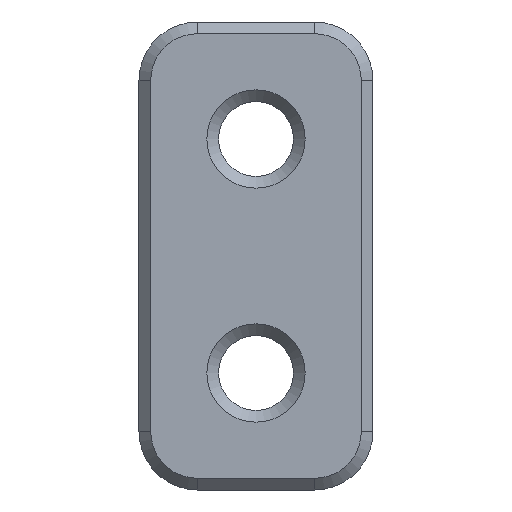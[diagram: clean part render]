
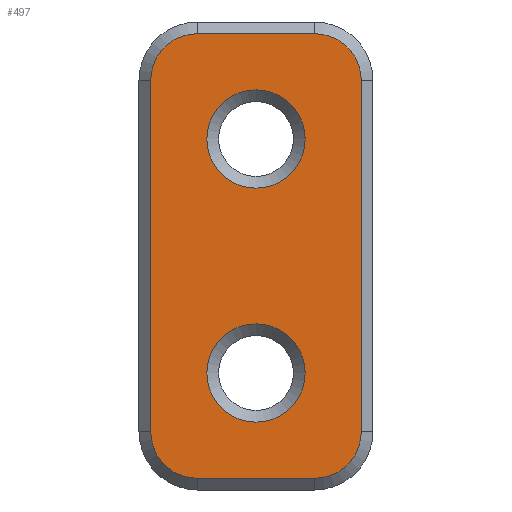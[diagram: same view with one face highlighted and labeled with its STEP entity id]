
A CAD part, left-side view. The second image highlights one B-rep face of the part: STEP entity #497.
In plain terms, the highlighted planar face has unit normal (-1, 0, 0).
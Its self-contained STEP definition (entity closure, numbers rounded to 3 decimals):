
#15=FACE_BOUND('',#84,.T.);
#16=FACE_BOUND('',#85,.T.);
#31=PLANE('',#553);
#51=FACE_OUTER_BOUND('',#83,.T.);
#83=EDGE_LOOP('',(#381,#382,#383,#384,#385,#386,#387,#388));
#84=EDGE_LOOP('',(#389));
#85=EDGE_LOOP('',(#390));
#108=CIRCLE('',#533,2.);
#110=CIRCLE('',#537,2.);
#112=CIRCLE('',#541,2.);
#114=CIRCLE('',#545,2.);
#117=CIRCLE('',#554,2.1);
#118=CIRCLE('',#555,2.1);
#135=LINE('',#762,#181);
#139=LINE('',#774,#185);
#143=LINE('',#786,#189);
#145=LINE('',#794,#191);
#181=VECTOR('',#601,10.);
#185=VECTOR('',#613,10.);
#189=VECTOR('',#625,10.);
#191=VECTOR('',#635,10.);
#223=VERTEX_POINT('',#749);
#226=VERTEX_POINT('',#754);
#227=VERTEX_POINT('',#758);
#229=VERTEX_POINT('',#764);
#231=VERTEX_POINT('',#770);
#233=VERTEX_POINT('',#776);
#235=VERTEX_POINT('',#782);
#237=VERTEX_POINT('',#788);
#244=VERTEX_POINT('',#815);
#245=VERTEX_POINT('',#817);
#266=EDGE_CURVE('',#226,#223,#108,.T.);
#269=EDGE_CURVE('',#223,#227,#135,.T.);
#272=EDGE_CURVE('',#227,#229,#110,.T.);
#275=EDGE_CURVE('',#229,#231,#139,.T.);
#278=EDGE_CURVE('',#231,#233,#112,.T.);
#281=EDGE_CURVE('',#233,#235,#143,.T.);
#284=EDGE_CURVE('',#235,#237,#114,.T.);
#285=EDGE_CURVE('',#237,#226,#145,.T.);
#296=EDGE_CURVE('',#244,#244,#117,.T.);
#297=EDGE_CURVE('',#245,#245,#118,.T.);
#381=ORIENTED_EDGE('',*,*,#266,.F.);
#382=ORIENTED_EDGE('',*,*,#285,.F.);
#383=ORIENTED_EDGE('',*,*,#284,.F.);
#384=ORIENTED_EDGE('',*,*,#281,.F.);
#385=ORIENTED_EDGE('',*,*,#278,.F.);
#386=ORIENTED_EDGE('',*,*,#275,.F.);
#387=ORIENTED_EDGE('',*,*,#272,.F.);
#388=ORIENTED_EDGE('',*,*,#269,.F.);
#389=ORIENTED_EDGE('',*,*,#296,.F.);
#390=ORIENTED_EDGE('',*,*,#297,.F.);
#497=ADVANCED_FACE('',(#51,#15,#16),#31,.F.);
#533=AXIS2_PLACEMENT_3D('',#756,#595,#596);
#537=AXIS2_PLACEMENT_3D('',#768,#607,#608);
#541=AXIS2_PLACEMENT_3D('',#780,#619,#620);
#545=AXIS2_PLACEMENT_3D('',#792,#631,#632);
#553=AXIS2_PLACEMENT_3D('',#814,#656,#657);
#554=AXIS2_PLACEMENT_3D('',#816,#658,#659);
#555=AXIS2_PLACEMENT_3D('',#818,#660,#661);
#595=DIRECTION('center_axis',(1.,0.,0.));
#596=DIRECTION('ref_axis',(0.,0.707,0.707));
#601=DIRECTION('',(0.,-1.,0.));
#607=DIRECTION('center_axis',(1.,0.,0.));
#608=DIRECTION('ref_axis',(0.,-0.707,0.707));
#613=DIRECTION('',(0.,0.,-1.));
#619=DIRECTION('center_axis',(1.,0.,0.));
#620=DIRECTION('ref_axis',(0.,-0.707,-0.707));
#625=DIRECTION('',(0.,1.,0.));
#631=DIRECTION('center_axis',(1.,0.,0.));
#632=DIRECTION('ref_axis',(0.,0.707,-0.707));
#635=DIRECTION('',(0.,0.,1.));
#656=DIRECTION('center_axis',(1.,0.,0.));
#657=DIRECTION('ref_axis',(0.,1.,0.));
#658=DIRECTION('center_axis',(-1.,0.,0.));
#659=DIRECTION('ref_axis',(0.,1.,0.));
#660=DIRECTION('center_axis',(-1.,0.,0.));
#661=DIRECTION('ref_axis',(0.,1.,0.));
#749=CARTESIAN_POINT('',(4.511,74.75,235.05));
#754=CARTESIAN_POINT('',(4.511,76.75,233.05));
#756=CARTESIAN_POINT('Origin',(4.511,74.75,233.05));
#758=CARTESIAN_POINT('',(4.511,69.75,235.05));
#762=CARTESIAN_POINT('',(4.511,74.75,235.05));
#764=CARTESIAN_POINT('',(4.511,67.75,233.05));
#768=CARTESIAN_POINT('Origin',(4.511,69.75,233.05));
#770=CARTESIAN_POINT('',(4.511,67.75,218.05));
#774=CARTESIAN_POINT('',(4.511,67.75,230.55));
#776=CARTESIAN_POINT('',(4.511,69.75,216.05));
#780=CARTESIAN_POINT('Origin',(4.511,69.75,218.05));
#782=CARTESIAN_POINT('',(4.511,74.75,216.05));
#786=CARTESIAN_POINT('',(4.511,69.75,216.05));
#788=CARTESIAN_POINT('',(4.511,76.75,218.05));
#792=CARTESIAN_POINT('Origin',(4.511,74.75,218.05));
#794=CARTESIAN_POINT('',(4.511,76.75,220.55));
#814=CARTESIAN_POINT('Origin',(4.511,72.25,225.55));
#815=CARTESIAN_POINT('',(4.511,70.15,230.55));
#816=CARTESIAN_POINT('Origin',(4.511,72.25,230.55));
#817=CARTESIAN_POINT('',(4.511,70.15,220.55));
#818=CARTESIAN_POINT('Origin',(4.511,72.25,220.55));
